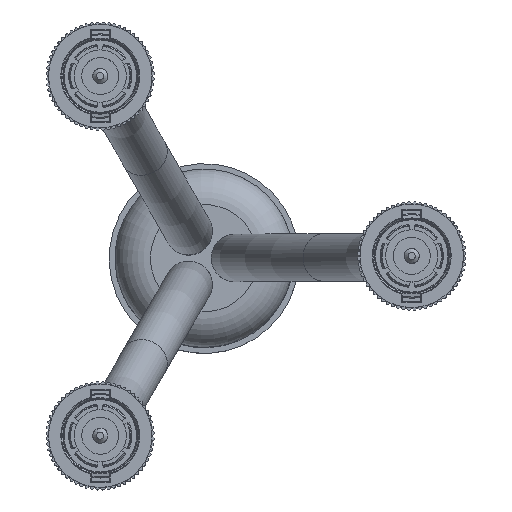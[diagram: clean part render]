
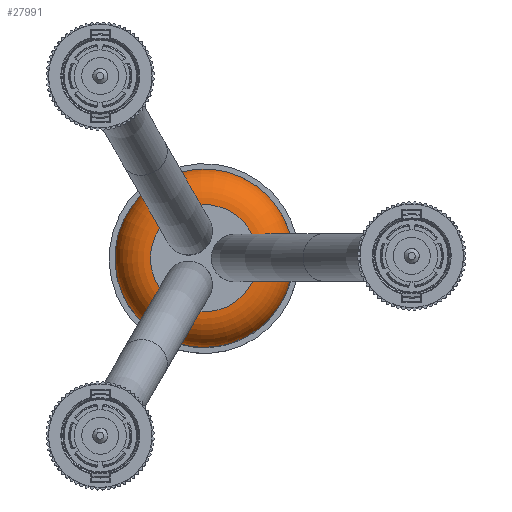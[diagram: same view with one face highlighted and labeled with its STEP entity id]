
A CAD part, top view. The second image highlights one B-rep face of the part: STEP entity #27991.
In plain terms, the highlighted toroidal (fillet/blend) face has major radius 7.176 mm and minor radius 4.763 mm.
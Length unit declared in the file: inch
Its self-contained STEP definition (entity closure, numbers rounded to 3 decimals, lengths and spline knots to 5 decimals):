
#1412=TOROIDAL_SURFACE('',#30733,0.2825,0.1875);
#5613=FACE_BOUND('',#8687,.T.);
#7090=FACE_OUTER_BOUND('',#8686,.T.);
#8686=EDGE_LOOP('',(#24432,#24433,#24434,#24435,#24436,#24437));
#8687=EDGE_LOOP('',(#24438));
#9727=CIRCLE('',#30393,0.2825);
#9733=CIRCLE('',#30404,0.2825);
#9744=CIRCLE('',#30424,0.2825);
#9745=CIRCLE('',#30426,0.2825);
#9746=CIRCLE('',#30427,0.2825);
#9747=CIRCLE('',#30428,0.2825);
#9802=CIRCLE('',#30732,0.47);
#12196=VERTEX_POINT('',#56867);
#12197=VERTEX_POINT('',#56868);
#12201=VERTEX_POINT('',#56883);
#12202=VERTEX_POINT('',#56884);
#12209=VERTEX_POINT('',#56908);
#12210=VERTEX_POINT('',#56909);
#12437=VERTEX_POINT('',#58531);
#16047=EDGE_CURVE('',#12196,#12197,#9727,.T.);
#16053=EDGE_CURVE('',#12201,#12202,#9733,.T.);
#16064=EDGE_CURVE('',#12209,#12210,#9744,.T.);
#16065=EDGE_CURVE('',#12197,#12209,#9745,.T.);
#16066=EDGE_CURVE('',#12210,#12201,#9746,.T.);
#16067=EDGE_CURVE('',#12202,#12196,#9747,.T.);
#16438=EDGE_CURVE('',#12437,#12437,#9802,.T.);
#24432=ORIENTED_EDGE('',*,*,#16067,.F.);
#24433=ORIENTED_EDGE('',*,*,#16053,.F.);
#24434=ORIENTED_EDGE('',*,*,#16066,.F.);
#24435=ORIENTED_EDGE('',*,*,#16064,.F.);
#24436=ORIENTED_EDGE('',*,*,#16065,.F.);
#24437=ORIENTED_EDGE('',*,*,#16047,.F.);
#24438=ORIENTED_EDGE('',*,*,#16438,.T.);
#27991=ADVANCED_FACE('',(#7090,#5613),#1412,.T.);
#30393=AXIS2_PLACEMENT_3D('',#56869,#37121,#37122);
#30404=AXIS2_PLACEMENT_3D('',#56885,#37143,#37144);
#30424=AXIS2_PLACEMENT_3D('',#56913,#37183,#37184);
#30426=AXIS2_PLACEMENT_3D('',#56915,#37187,#37188);
#30427=AXIS2_PLACEMENT_3D('',#56916,#37189,#37190);
#30428=AXIS2_PLACEMENT_3D('',#56917,#37191,#37192);
#30732=AXIS2_PLACEMENT_3D('',#58532,#37923,#37924);
#30733=AXIS2_PLACEMENT_3D('',#58533,#37925,#37926);
#37121=DIRECTION('center_axis',(0.,0.,
1.));
#37122=DIRECTION('ref_axis',(-0.973,-0.23,0.));
#37143=DIRECTION('center_axis',(0.,0.,
1.));
#37144=DIRECTION('ref_axis',(-0.973,-0.23,0.));
#37183=DIRECTION('center_axis',(0.,0.,
1.));
#37184=DIRECTION('ref_axis',(-0.973,-0.23,0.));
#37187=DIRECTION('center_axis',(0.,0.,
1.));
#37188=DIRECTION('ref_axis',(-0.973,-0.23,0.));
#37189=DIRECTION('center_axis',(0.,0.,
1.));
#37190=DIRECTION('ref_axis',(-0.973,-0.23,0.));
#37191=DIRECTION('center_axis',(0.,0.,
1.));
#37192=DIRECTION('ref_axis',(-0.973,-0.23,0.));
#37923=DIRECTION('center_axis',(0.,0.,
1.));
#37924=DIRECTION('ref_axis',(-0.973,-0.23,0.));
#37925=DIRECTION('center_axis',(0.,0.,
1.));
#37926=DIRECTION('ref_axis',(0.23,-0.973,0.));
#56867=CARTESIAN_POINT('',(-0.1792,-0.21839,1.19));
#56868=CARTESIAN_POINT('',(-0.09953,-0.26438,1.19));
#56869=CARTESIAN_POINT('Origin',(0.,0.,
1.19));
#56883=CARTESIAN_POINT('',(-0.09953,0.26438,1.19));
#56884=CARTESIAN_POINT('',(-0.1792,0.21839,1.19));
#56885=CARTESIAN_POINT('Origin',(0.,0.,
1.19));
#56908=CARTESIAN_POINT('',(0.27873,-0.04599,1.19));
#56909=CARTESIAN_POINT('',(0.27873,0.04599,1.19));
#56913=CARTESIAN_POINT('Origin',(0.,0.,
1.19));
#56915=CARTESIAN_POINT('Origin',(0.,0.,
1.19));
#56916=CARTESIAN_POINT('Origin',(0.,0.,
1.19));
#56917=CARTESIAN_POINT('Origin',(0.,0.,
1.19));
#58531=CARTESIAN_POINT('',(-0.45736,-0.10828,1.0025));
#58532=CARTESIAN_POINT('Origin',(0.,0.,
1.0025));
#58533=CARTESIAN_POINT('Origin',(0.,0.,
1.0025));
